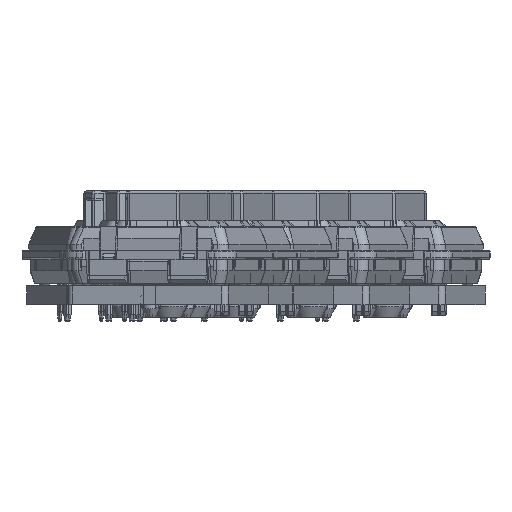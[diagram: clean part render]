
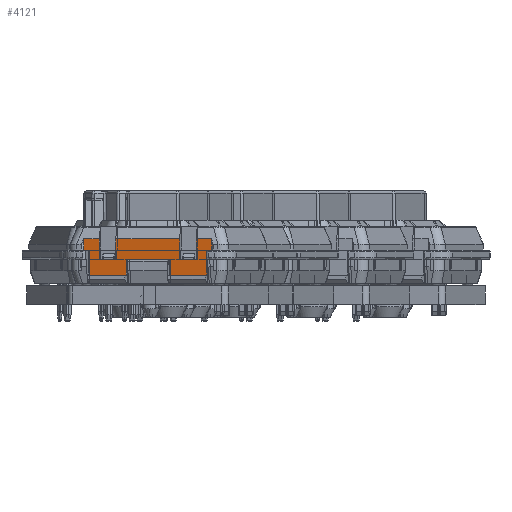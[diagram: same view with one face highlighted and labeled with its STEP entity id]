
A CAD part, left-side view. The second image highlights one B-rep face of the part: STEP entity #4121.
In plain terms, the highlighted face is planar.
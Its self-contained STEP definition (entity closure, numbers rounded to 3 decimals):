
#448 = VERTEX_POINT('',#449);
#449 = CARTESIAN_POINT('',(6.749,1.878,-1.304
    ));
#454 = EDGE_CURVE('',#455,#448,#457,.T.);
#455 = VERTEX_POINT('',#456);
#456 = CARTESIAN_POINT('',(6.749,1.878,
    0.));
#457 = B_SPLINE_CURVE_WITH_KNOTS('',1,(#458,#459),.UNSPECIFIED.,.F.,.F.,
  (2,2),(0.,0.794),.PIECEWISE_BEZIER_KNOTS.);
#458 = CARTESIAN_POINT('',(6.749,1.878,
    0.));
#459 = CARTESIAN_POINT('',(6.749,1.878,-1.304
    ));
#561 = EDGE_CURVE('',#455,#562,#564,.T.);
#562 = VERTEX_POINT('',#563);
#563 = CARTESIAN_POINT('',(6.749,-1.878,
    0.));
#564 = B_SPLINE_CURVE_WITH_KNOTS('',1,(#565,#566),.UNSPECIFIED.,.F.,.F.,
  (2,2),(-3.755,0.),.PIECEWISE_BEZIER_KNOTS.);
#565 = CARTESIAN_POINT('',(6.749,1.878,
    0.));
#566 = CARTESIAN_POINT('',(6.749,-1.878,
    0.));
#588 = EDGE_CURVE('',#589,#562,#591,.T.);
#589 = VERTEX_POINT('',#590);
#590 = CARTESIAN_POINT('',(6.749,-1.878,
    -1.304));
#591 = B_SPLINE_CURVE_WITH_KNOTS('',1,(#592,#593),.UNSPECIFIED.,.F.,.F.,
  (2,2),(-5.635,-4.331),.PIECEWISE_BEZIER_KNOTS.);
#592 = CARTESIAN_POINT('',(6.749,-1.878,
    -1.304));
#593 = CARTESIAN_POINT('',(6.749,-1.878,
    0.));
#3264 = VERTEX_POINT('',#3265);
#3265 = CARTESIAN_POINT('',(6.749,2.781,1.742
    ));
#3272 = EDGE_CURVE('',#3273,#3264,#3275,.T.);
#3273 = VERTEX_POINT('',#3274);
#3274 = CARTESIAN_POINT('',(6.749,2.781,
    0.));
#3275 = B_SPLINE_CURVE_WITH_KNOTS('',1,(#3276,#3277),.UNSPECIFIED.,.F.,
  .F.,(2,2),(-2.8,-1.587),.PIECEWISE_BEZIER_KNOTS.);
#3276 = CARTESIAN_POINT('',(6.749,2.781,
    0.));
#3277 = CARTESIAN_POINT('',(6.749,2.781,1.742
    ));
#3343 = VERTEX_POINT('',#3344);
#3344 = CARTESIAN_POINT('',(6.749,4.222,
    0.));
#3349 = EDGE_CURVE('',#3350,#3343,#3352,.T.);
#3350 = VERTEX_POINT('',#3351);
#3351 = CARTESIAN_POINT('',(6.749,4.222,1.742
    ));
#3352 = B_SPLINE_CURVE_WITH_KNOTS('',1,(#3353,#3354),.UNSPECIFIED.,.F.,
  .F.,(2,2),(1.587,2.8),.PIECEWISE_BEZIER_KNOTS.);
#3353 = CARTESIAN_POINT('',(6.749,4.222,1.742
    ));
#3354 = CARTESIAN_POINT('',(6.749,4.222,
    0.));
#3372 = VERTEX_POINT('',#3373);
#3373 = CARTESIAN_POINT('',(6.749,-2.781,
    1.742));
#3382 = EDGE_CURVE('',#3372,#3264,#3383,.T.);
#3383 = B_SPLINE_CURVE_WITH_KNOTS('',2,(#3384,#3385,#3386),
  .UNSPECIFIED.,.F.,.F.,(3,3),(3.305,9.017),
  .PIECEWISE_BEZIER_KNOTS.);
#3384 = CARTESIAN_POINT('',(6.749,-2.781,
    1.742));
#3385 = CARTESIAN_POINT('',(6.749,0.,
    1.742));
#3386 = CARTESIAN_POINT('',(6.749,2.781,1.742
    ));
#3405 = EDGE_CURVE('',#3343,#3273,#3406,.T.);
#3406 = B_SPLINE_CURVE_WITH_KNOTS('',1,(#3407,#3408),.UNSPECIFIED.,.F.,
  .F.,(2,2),(0.,1.441),.PIECEWISE_BEZIER_KNOTS.);
#3407 = CARTESIAN_POINT('',(6.749,4.222,
    0.));
#3408 = CARTESIAN_POINT('',(6.749,2.781,
    0.));
#3647 = VERTEX_POINT('',#3648);
#3648 = CARTESIAN_POINT('',(6.749,-4.222,
    1.742));
#3655 = EDGE_CURVE('',#3656,#3647,#3658,.T.);
#3656 = VERTEX_POINT('',#3657);
#3657 = CARTESIAN_POINT('',(6.749,-4.222,
    0.));
#3658 = B_SPLINE_CURVE_WITH_KNOTS('',1,(#3659,#3660),.UNSPECIFIED.,.F.,
  .F.,(2,2),(-4.331,-2.589),.PIECEWISE_BEZIER_KNOTS.);
#3659 = CARTESIAN_POINT('',(6.749,-4.222,
    0.));
#3660 = CARTESIAN_POINT('',(6.749,-4.222,
    1.742));
#3740 = VERTEX_POINT('',#3741);
#3741 = CARTESIAN_POINT('',(6.749,-2.781,
    0.));
#3746 = EDGE_CURVE('',#3372,#3740,#3747,.T.);
#3747 = B_SPLINE_CURVE_WITH_KNOTS('',1,(#3748,#3749),.UNSPECIFIED.,.F.,
  .F.,(2,2),(1.587,2.8),.PIECEWISE_BEZIER_KNOTS.);
#3748 = CARTESIAN_POINT('',(6.749,-2.781,
    1.742));
#3749 = CARTESIAN_POINT('',(6.749,-2.781,
    0.));
#3798 = VERTEX_POINT('',#3799);
#3799 = CARTESIAN_POINT('',(6.749,-5.582,
    1.742));
#3806 = EDGE_CURVE('',#3798,#3647,#3807,.T.);
#3807 = B_SPLINE_CURVE_WITH_KNOTS('',2,(#3808,#3809,#3810),
  .UNSPECIFIED.,.F.,.F.,(3,3),(0.428,1.825),
  .PIECEWISE_BEZIER_KNOTS.);
#3808 = CARTESIAN_POINT('',(6.749,-5.582,
    1.742));
#3809 = CARTESIAN_POINT('',(6.749,-4.902,1.742
    ));
#3810 = CARTESIAN_POINT('',(6.749,-4.222,
    1.742));
#3829 = EDGE_CURVE('',#3740,#3656,#3830,.T.);
#3830 = B_SPLINE_CURVE_WITH_KNOTS('',1,(#3831,#3832),.UNSPECIFIED.,.F.,
  .F.,(2,2),(-1.441,0.),.PIECEWISE_BEZIER_KNOTS.);
#3831 = CARTESIAN_POINT('',(6.749,-2.781,
    0.));
#3832 = CARTESIAN_POINT('',(6.749,-4.222,
    0.));
#4077 = VERTEX_POINT('',#4078);
#4078 = CARTESIAN_POINT('',(6.749,5.145,
    -1.304));
#4083 = EDGE_CURVE('',#448,#4077,#4084,.T.);
#4084 = B_SPLINE_CURVE_WITH_KNOTS('',1,(#4085,#4086),.UNSPECIFIED.,.F.,
  .F.,(2,2),(9.997,13.265),.PIECEWISE_BEZIER_KNOTS.);
#4085 = CARTESIAN_POINT('',(6.749,1.878,
    -1.304));
#4086 = CARTESIAN_POINT('',(6.749,5.145,
    -1.304));
#4097 = EDGE_CURVE('',#3798,#4098,#4100,.T.);
#4098 = VERTEX_POINT('',#4099);
#4099 = CARTESIAN_POINT('',(6.749,-5.582,0.8));
#4100 = B_SPLINE_CURVE_WITH_KNOTS('',1,(#4101,#4102),.UNSPECIFIED.,.F.,
  .F.,(2,2),(2.589,3.531),.PIECEWISE_BEZIER_KNOTS.);
#4101 = CARTESIAN_POINT('',(6.749,-5.582,
    1.742));
#4102 = CARTESIAN_POINT('',(6.749,-5.582,0.8));
#4121 = ADVANCED_FACE('',(#4122),#4183,.T.);
#4122 = FACE_BOUND('',#4123,.T.);
#4123 = EDGE_LOOP('',(#4124,#4125,#4126,#4133,#4140,#4147,#4153,#4154,
    #4155,#4156,#4157,#4158,#4159,#4160,#4161,#4162,#4169,#4176,#4181,
    #4182));
#4124 = ORIENTED_EDGE('',*,*,#454,.T.);
#4125 = ORIENTED_EDGE('',*,*,#4083,.T.);
#4126 = ORIENTED_EDGE('',*,*,#4127,.T.);
#4127 = EDGE_CURVE('',#4077,#4128,#4130,.T.);
#4128 = VERTEX_POINT('',#4129);
#4129 = CARTESIAN_POINT('',(6.749,5.145,0.8));
#4130 = B_SPLINE_CURVE_WITH_KNOTS('',1,(#4131,#4132),.UNSPECIFIED.,.F.,
  .F.,(2,2),(-2.104,0.),
  .PIECEWISE_BEZIER_KNOTS.);
#4131 = CARTESIAN_POINT('',(6.749,5.145,
    -1.304));
#4132 = CARTESIAN_POINT('',(6.749,5.145,0.8));
#4133 = ORIENTED_EDGE('',*,*,#4134,.F.);
#4134 = EDGE_CURVE('',#4135,#4128,#4137,.T.);
#4135 = VERTEX_POINT('',#4136);
#4136 = CARTESIAN_POINT('',(6.749,5.582,0.8));
#4137 = B_SPLINE_CURVE_WITH_KNOTS('',1,(#4138,#4139),.UNSPECIFIED.,.F.,
  .F.,(2,2),(0.579,1.016),.PIECEWISE_BEZIER_KNOTS.);
#4138 = CARTESIAN_POINT('',(6.749,5.582,0.8));
#4139 = CARTESIAN_POINT('',(6.749,5.145,0.8));
#4140 = ORIENTED_EDGE('',*,*,#4141,.T.);
#4141 = EDGE_CURVE('',#4135,#4142,#4144,.T.);
#4142 = VERTEX_POINT('',#4143);
#4143 = CARTESIAN_POINT('',(6.749,5.582,1.742
    ));
#4144 = B_SPLINE_CURVE_WITH_KNOTS('',1,(#4145,#4146),.UNSPECIFIED.,.F.,
  .F.,(2,2),(-3.531,-2.589),.PIECEWISE_BEZIER_KNOTS.);
#4145 = CARTESIAN_POINT('',(6.749,5.582,0.8));
#4146 = CARTESIAN_POINT('',(6.749,5.582,1.742
    ));
#4147 = ORIENTED_EDGE('',*,*,#4148,.F.);
#4148 = EDGE_CURVE('',#3350,#4142,#4149,.T.);
#4149 = B_SPLINE_CURVE_WITH_KNOTS('',2,(#4150,#4151,#4152),
  .UNSPECIFIED.,.F.,.F.,(3,3),(10.498,11.894),
  .PIECEWISE_BEZIER_KNOTS.);
#4150 = CARTESIAN_POINT('',(6.749,4.222,1.742
    ));
#4151 = CARTESIAN_POINT('',(6.749,4.902,1.742)
  );
#4152 = CARTESIAN_POINT('',(6.749,5.582,1.742
    ));
#4153 = ORIENTED_EDGE('',*,*,#3349,.T.);
#4154 = ORIENTED_EDGE('',*,*,#3405,.T.);
#4155 = ORIENTED_EDGE('',*,*,#3272,.T.);
#4156 = ORIENTED_EDGE('',*,*,#3382,.F.);
#4157 = ORIENTED_EDGE('',*,*,#3746,.T.);
#4158 = ORIENTED_EDGE('',*,*,#3829,.T.);
#4159 = ORIENTED_EDGE('',*,*,#3655,.T.);
#4160 = ORIENTED_EDGE('',*,*,#3806,.F.);
#4161 = ORIENTED_EDGE('',*,*,#4097,.T.);
#4162 = ORIENTED_EDGE('',*,*,#4163,.F.);
#4163 = EDGE_CURVE('',#4164,#4098,#4166,.T.);
#4164 = VERTEX_POINT('',#4165);
#4165 = CARTESIAN_POINT('',(6.749,-5.145,0.8));
#4166 = B_SPLINE_CURVE_WITH_KNOTS('',1,(#4167,#4168),.UNSPECIFIED.,.F.,
  .F.,(2,2),(11.307,11.743),.PIECEWISE_BEZIER_KNOTS.);
#4167 = CARTESIAN_POINT('',(6.749,-5.145,0.8));
#4168 = CARTESIAN_POINT('',(6.749,-5.582,0.8));
#4169 = ORIENTED_EDGE('',*,*,#4170,.F.);
#4170 = EDGE_CURVE('',#4171,#4164,#4173,.T.);
#4171 = VERTEX_POINT('',#4172);
#4172 = CARTESIAN_POINT('',(6.749,-5.145,
    -1.304));
#4173 = B_SPLINE_CURVE_WITH_KNOTS('',1,(#4174,#4175),.UNSPECIFIED.,.F.,
  .F.,(2,2),(-5.635,-3.531),.PIECEWISE_BEZIER_KNOTS.);
#4174 = CARTESIAN_POINT('',(6.749,-5.145,
    -1.304));
#4175 = CARTESIAN_POINT('',(6.749,-5.145,0.8));
#4176 = ORIENTED_EDGE('',*,*,#4177,.T.);
#4177 = EDGE_CURVE('',#4171,#589,#4178,.T.);
#4178 = B_SPLINE_CURVE_WITH_KNOTS('',1,(#4179,#4180),.UNSPECIFIED.,.F.,
  .F.,(2,2),(2.974,6.242),.PIECEWISE_BEZIER_KNOTS.);
#4179 = CARTESIAN_POINT('',(6.749,-5.145,
    -1.304));
#4180 = CARTESIAN_POINT('',(6.749,-1.878,
    -1.304));
#4181 = ORIENTED_EDGE('',*,*,#588,.T.);
#4182 = ORIENTED_EDGE('',*,*,#561,.F.);
#4183 = PLANE('',#4184);
#4184 = AXIS2_PLACEMENT_3D('',#4185,#4186,#4187);
#4185 = CARTESIAN_POINT('',(6.749,5.582,1.742
    ));
#4186 = DIRECTION('',(1.,0.,0.));
#4187 = DIRECTION('',(-0.,0.,1.));
